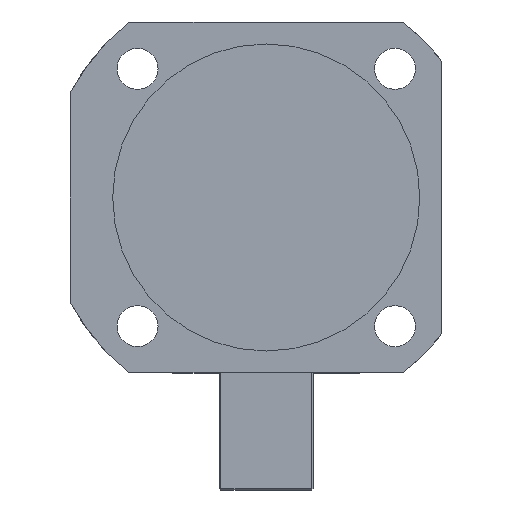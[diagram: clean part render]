
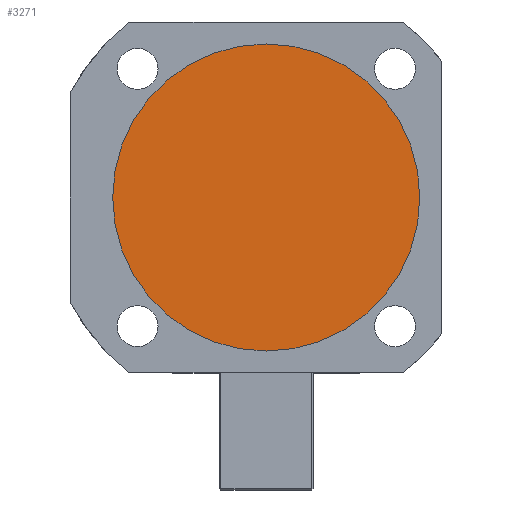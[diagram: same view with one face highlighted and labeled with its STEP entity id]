
A CAD part, front view. The second image highlights one B-rep face of the part: STEP entity #3271.
In plain terms, the highlighted planar face has unit normal (0, -1, 0).
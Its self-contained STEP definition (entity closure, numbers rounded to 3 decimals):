
#169 = FACE_OUTER_BOUND ( 'NONE', #5741, .T. ) ;
#249 = PLANE ( 'NONE',  #6743 ) ;
#470 = DIRECTION ( 'NONE',  ( 0., 0., -1. ) ) ;
#677 = CIRCLE ( 'NONE', #5399, 52.5 ) ;
#875 = CARTESIAN_POINT ( 'NONE',  ( 0., 0., 52.5 ) ) ;
#963 = DIRECTION ( 'NONE',  ( 0., -1., 0. ) ) ;
#1273 = CARTESIAN_POINT ( 'NONE',  ( 0., 0., -52.5 ) ) ;
#2309 = DIRECTION ( 'NONE',  ( 0., 0., -1. ) ) ;
#2677 = ORIENTED_EDGE ( 'NONE', *, *, #7831, .F. ) ;
#3271 = ADVANCED_FACE ( 'NONE', ( #169 ), #249, .T. ) ;
#4054 = CARTESIAN_POINT ( 'NONE',  ( 0., 0., 0. ) ) ;
#4083 = CIRCLE ( 'NONE', #7286, 52.5 ) ;
#4523 = DIRECTION ( 'NONE',  ( 0., 1., 0. ) ) ;
#4695 = DIRECTION ( 'NONE',  ( 0., 0., -1. ) ) ;
#5247 = VERTEX_POINT ( 'NONE', #1273 ) ;
#5399 = AXIS2_PLACEMENT_3D ( 'NONE', #4054, #8525, #4695 ) ;
#5741 = EDGE_LOOP ( 'NONE', ( #2677, #6675 ) ) ;
#6675 = ORIENTED_EDGE ( 'NONE', *, *, #7655, .F. ) ;
#6743 = AXIS2_PLACEMENT_3D ( 'NONE', #7799, #963, #2309 ) ;
#7286 = AXIS2_PLACEMENT_3D ( 'NONE', #8357, #4523, #470 ) ;
#7655 = EDGE_CURVE ( 'NONE', #8450, #5247, #4083, .T. ) ;
#7799 = CARTESIAN_POINT ( 'NONE',  ( 42.5, 0., 0. ) ) ;
#7831 = EDGE_CURVE ( 'NONE', #5247, #8450, #677, .T. ) ;
#8357 = CARTESIAN_POINT ( 'NONE',  ( 0., 0., 0. ) ) ;
#8450 = VERTEX_POINT ( 'NONE', #875 ) ;
#8525 = DIRECTION ( 'NONE',  ( 0., 1., 0. ) ) ;
